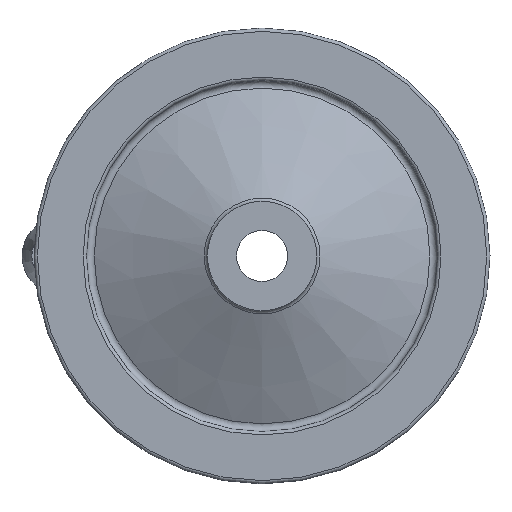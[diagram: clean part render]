
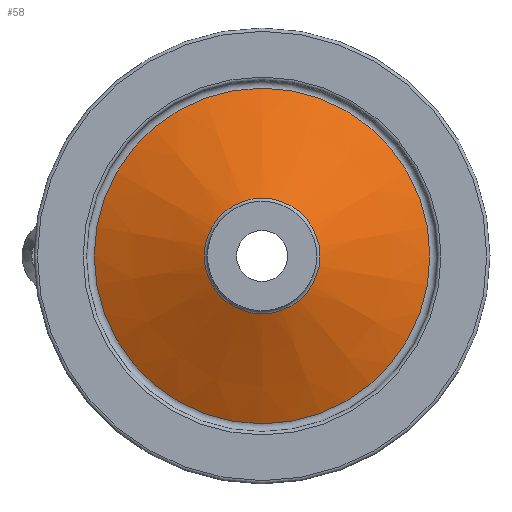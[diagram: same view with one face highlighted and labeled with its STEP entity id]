
A CAD part, left-side view. The second image highlights one B-rep face of the part: STEP entity #58.
In plain terms, the highlighted conical face has half-angle 64.667 degrees and reference radius 15.858 mm.
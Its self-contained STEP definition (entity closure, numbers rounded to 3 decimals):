
#58 = ADVANCED_FACE( '', ( #134, #135 ), #136, .T. );
#134 = FACE_OUTER_BOUND( '', #238, .T. );
#135 = FACE_BOUND( '', #239, .T. );
#136 = CONICAL_SURFACE( '', #240, 15.858, 1.129 );
#238 = EDGE_LOOP( '', ( #380 ) );
#239 = EDGE_LOOP( '', ( #381 ) );
#240 = AXIS2_PLACEMENT_3D( '', #382, #383, #384 );
#380 = ORIENTED_EDGE( '', *, *, #492, .F. );
#381 = ORIENTED_EDGE( '', *, *, #507, .T. );
#382 = CARTESIAN_POINT( '', ( 11.218, 0., 0. ) );
#383 = DIRECTION( '', ( 1., 0., 0. ) );
#384 = DIRECTION( '', ( 0., 0., -1. ) );
#492 = EDGE_CURVE( '', #542, #542, #543, .T. );
#507 = EDGE_CURVE( '', #567, #567, #568, .T. );
#542 = VERTEX_POINT( '', #614 );
#543 = CIRCLE( '', #615, 46.014 );
#567 = VERTEX_POINT( '', #639 );
#568 = CIRCLE( '', #640, 15.858 );
#614 = CARTESIAN_POINT( '', ( 25.494, 0., -46.014 ) );
#615 = AXIS2_PLACEMENT_3D( '', #686, #687, #688 );
#639 = CARTESIAN_POINT( '', ( 11.218, 0., -15.858 ) );
#640 = AXIS2_PLACEMENT_3D( '', #716, #717, #718 );
#686 = CARTESIAN_POINT( '', ( 25.494, 0., 0. ) );
#687 = DIRECTION( '', ( 1., 0., 0. ) );
#688 = DIRECTION( '', ( 0., 0., -1. ) );
#716 = CARTESIAN_POINT( '', ( 11.218, 0., 0. ) );
#717 = DIRECTION( '', ( 1., 0., 0. ) );
#718 = DIRECTION( '', ( 0., 0., -1. ) );
